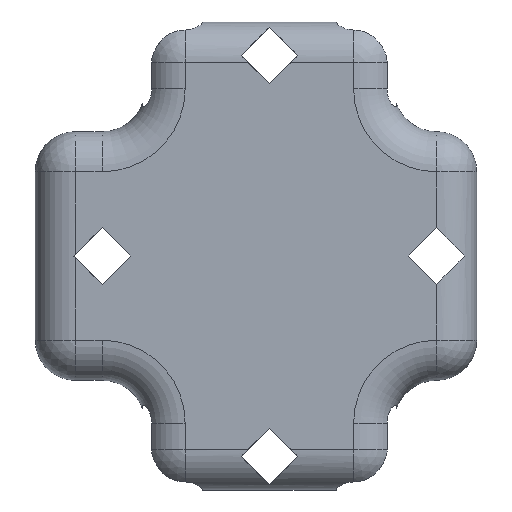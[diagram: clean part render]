
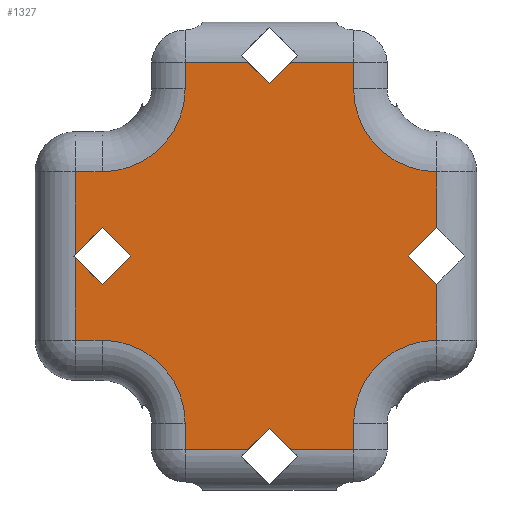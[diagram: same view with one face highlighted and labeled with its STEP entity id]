
A CAD part, front view. The second image highlights one B-rep face of the part: STEP entity #1327.
In plain terms, the highlighted planar face has unit normal (0, -1, 0).
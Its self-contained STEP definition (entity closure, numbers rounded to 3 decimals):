
#59=CIRCLE('',#1375,6.2);
#64=CIRCLE('',#1383,6.2);
#88=CIRCLE('',#1431,6.2);
#95=CIRCLE('',#1453,6.2);
#175=FACE_OUTER_BOUND('',#251,.T.);
#251=EDGE_LOOP('',(#1137,#1138,#1139,#1140,#1141,#1142,#1143,#1144,#1145,
#1146,#1147,#1148,#1149,#1150,#1151,#1152,#1153,#1154,#1155,#1156,#1157,
#1158,#1159,#1160,#1161,#1162,#1163,#1164));
#301=LINE('',#2160,#417);
#304=LINE('',#2187,#420);
#305=LINE('',#2194,#421);
#307=LINE('',#2203,#423);
#308=LINE('',#2212,#424);
#337=LINE('',#2295,#453);
#339=LINE('',#2298,#455);
#340=LINE('',#2307,#456);
#345=LINE('',#2332,#461);
#347=LINE('',#2338,#463);
#349=LINE('',#2341,#465);
#350=LINE('',#2344,#466);
#352=LINE('',#2348,#468);
#353=LINE('',#2357,#469);
#357=LINE('',#2371,#473);
#364=LINE('',#2382,#480);
#369=LINE('',#2391,#485);
#370=LINE('',#2393,#486);
#371=LINE('',#2394,#487);
#372=LINE('',#2395,#488);
#373=LINE('',#2397,#489);
#374=LINE('',#2399,#490);
#375=LINE('',#2401,#491);
#376=LINE('',#2402,#492);
#417=VECTOR('',#1571,10.);
#420=VECTOR('',#1606,10.);
#421=VECTOR('',#1615,10.);
#423=VECTOR('',#1627,10.);
#424=VECTOR('',#1636,10.);
#453=VECTOR('',#1709,10.);
#455=VECTOR('',#1711,10.);
#456=VECTOR('',#1726,10.);
#461=VECTOR('',#1759,10.);
#463=VECTOR('',#1765,10.);
#465=VECTOR('',#1767,10.);
#466=VECTOR('',#1772,10.);
#468=VECTOR('',#1776,10.);
#469=VECTOR('',#1785,10.);
#473=VECTOR('',#1807,10.);
#480=VECTOR('',#1820,10.);
#485=VECTOR('',#1833,10.);
#486=VECTOR('',#1834,10.);
#487=VECTOR('',#1835,10.);
#488=VECTOR('',#1836,10.);
#489=VECTOR('',#1837,10.);
#490=VECTOR('',#1838,10.);
#491=VECTOR('',#1839,10.);
#492=VECTOR('',#1840,10.);
#567=VERTEX_POINT('',#2157);
#568=VERTEX_POINT('',#2159);
#570=VERTEX_POINT('',#2165);
#574=VERTEX_POINT('',#2179);
#575=VERTEX_POINT('',#2181);
#576=VERTEX_POINT('',#2185);
#577=VERTEX_POINT('',#2191);
#578=VERTEX_POINT('',#2193);
#579=VERTEX_POINT('',#2200);
#580=VERTEX_POINT('',#2202);
#584=VERTEX_POINT('',#2210);
#610=VERTEX_POINT('',#2273);
#612=VERTEX_POINT('',#2282);
#616=VERTEX_POINT('',#2293);
#617=VERTEX_POINT('',#2297);
#618=VERTEX_POINT('',#2305);
#620=VERTEX_POINT('',#2313);
#623=VERTEX_POINT('',#2323);
#626=VERTEX_POINT('',#2336);
#627=VERTEX_POINT('',#2340);
#628=VERTEX_POINT('',#2347);
#632=VERTEX_POINT('',#2355);
#633=VERTEX_POINT('',#2370);
#634=VERTEX_POINT('',#2380);
#635=VERTEX_POINT('',#2392);
#636=VERTEX_POINT('',#2396);
#637=VERTEX_POINT('',#2398);
#638=VERTEX_POINT('',#2400);
#702=EDGE_CURVE('',#567,#568,#301,.T.);
#706=EDGE_CURVE('',#570,#567,#59,.T.);
#713=EDGE_CURVE('',#574,#575,#64,.T.);
#716=EDGE_CURVE('',#576,#574,#304,.T.);
#719=EDGE_CURVE('',#577,#578,#305,.T.);
#724=EDGE_CURVE('',#579,#580,#307,.T.);
#729=EDGE_CURVE('',#584,#576,#308,.T.);
#771=EDGE_CURVE('',#616,#612,#337,.T.);
#773=EDGE_CURVE('',#610,#617,#339,.T.);
#778=EDGE_CURVE('',#618,#579,#340,.T.);
#780=EDGE_CURVE('',#612,#618,#88,.T.);
#791=EDGE_CURVE('',#575,#623,#345,.T.);
#794=EDGE_CURVE('',#626,#620,#347,.T.);
#796=EDGE_CURVE('',#623,#627,#349,.T.);
#798=EDGE_CURVE('',#620,#570,#350,.T.);
#800=EDGE_CURVE('',#568,#628,#352,.T.);
#805=EDGE_CURVE('',#632,#577,#353,.T.);
#807=EDGE_CURVE('',#578,#610,#95,.T.);
#811=EDGE_CURVE('',#633,#580,#357,.T.);
#818=EDGE_CURVE('',#632,#634,#364,.T.);
#823=EDGE_CURVE('',#584,#633,#369,.T.);
#824=EDGE_CURVE('',#616,#635,#370,.T.);
#825=EDGE_CURVE('',#635,#617,#371,.T.);
#826=EDGE_CURVE('',#634,#628,#372,.T.);
#827=EDGE_CURVE('',#626,#636,#373,.T.);
#828=EDGE_CURVE('',#636,#637,#374,.T.);
#829=EDGE_CURVE('',#637,#638,#375,.T.);
#830=EDGE_CURVE('',#638,#627,#376,.T.);
#1137=ORIENTED_EDGE('',*,*,#729,.F.);
#1138=ORIENTED_EDGE('',*,*,#823,.T.);
#1139=ORIENTED_EDGE('',*,*,#811,.T.);
#1140=ORIENTED_EDGE('',*,*,#724,.F.);
#1141=ORIENTED_EDGE('',*,*,#778,.F.);
#1142=ORIENTED_EDGE('',*,*,#780,.F.);
#1143=ORIENTED_EDGE('',*,*,#771,.F.);
#1144=ORIENTED_EDGE('',*,*,#824,.T.);
#1145=ORIENTED_EDGE('',*,*,#825,.T.);
#1146=ORIENTED_EDGE('',*,*,#773,.F.);
#1147=ORIENTED_EDGE('',*,*,#807,.F.);
#1148=ORIENTED_EDGE('',*,*,#719,.F.);
#1149=ORIENTED_EDGE('',*,*,#805,.F.);
#1150=ORIENTED_EDGE('',*,*,#818,.T.);
#1151=ORIENTED_EDGE('',*,*,#826,.T.);
#1152=ORIENTED_EDGE('',*,*,#800,.F.);
#1153=ORIENTED_EDGE('',*,*,#702,.F.);
#1154=ORIENTED_EDGE('',*,*,#706,.F.);
#1155=ORIENTED_EDGE('',*,*,#798,.F.);
#1156=ORIENTED_EDGE('',*,*,#794,.F.);
#1157=ORIENTED_EDGE('',*,*,#827,.T.);
#1158=ORIENTED_EDGE('',*,*,#828,.T.);
#1159=ORIENTED_EDGE('',*,*,#829,.T.);
#1160=ORIENTED_EDGE('',*,*,#830,.T.);
#1161=ORIENTED_EDGE('',*,*,#796,.F.);
#1162=ORIENTED_EDGE('',*,*,#791,.F.);
#1163=ORIENTED_EDGE('',*,*,#713,.F.);
#1164=ORIENTED_EDGE('',*,*,#716,.F.);
#1256=PLANE('',#1467);
#1327=ADVANCED_FACE('',(#175),#1256,.T.);
#1375=AXIS2_PLACEMENT_3D('',#2167,#1580,#1581);
#1383=AXIS2_PLACEMENT_3D('',#2182,#1598,#1599);
#1431=AXIS2_PLACEMENT_3D('',#2310,#1731,#1732);
#1453=AXIS2_PLACEMENT_3D('',#2360,#1789,#1790);
#1467=AXIS2_PLACEMENT_3D('',#2390,#1831,#1832);
#1571=DIRECTION('',(0.,0.,1.));
#1580=DIRECTION('center_axis',(0.,-1.,0.));
#1581=DIRECTION('ref_axis',(0.707,0.,-0.707));
#1598=DIRECTION('center_axis',(0.,-1.,0.));
#1599=DIRECTION('ref_axis',(0.707,0.,0.707));
#1606=DIRECTION('',(0.,0.,1.));
#1615=DIRECTION('',(0.,0.,-1.));
#1627=DIRECTION('',(-1.,0.,0.));
#1636=DIRECTION('',(-1.,0.,0.));
#1709=DIRECTION('',(0.,0.,-1.));
#1711=DIRECTION('',(0.,0.,-1.));
#1726=DIRECTION('',(0.,0.,-1.));
#1731=DIRECTION('center_axis',(0.,-1.,0.));
#1732=DIRECTION('ref_axis',(-0.707,0.,0.707));
#1759=DIRECTION('',(-1.,0.,0.));
#1765=DIRECTION('',(0.,0.,1.));
#1767=DIRECTION('',(0.,0.,1.));
#1772=DIRECTION('',(1.,0.,0.));
#1776=DIRECTION('',(1.,0.,0.));
#1785=DIRECTION('',(1.,0.,0.));
#1789=DIRECTION('center_axis',(0.,-1.,0.));
#1790=DIRECTION('ref_axis',(-0.707,0.,-0.707));
#1807=DIRECTION('',(0.707,0.,-0.707));
#1820=DIRECTION('',(-0.707,0.,-0.707));
#1831=DIRECTION('center_axis',(0.,-1.,0.));
#1832=DIRECTION('ref_axis',(0.,0.,-1.));
#1833=DIRECTION('',(0.707,0.,0.707));
#1834=DIRECTION('',(-0.707,0.,0.707));
#1835=DIRECTION('',(0.707,0.,0.707));
#1836=DIRECTION('',(-0.707,0.,0.707));
#1837=DIRECTION('',(0.707,0.,0.707));
#1838=DIRECTION('',(0.707,0.,-0.707));
#1839=DIRECTION('',(-0.707,0.,-0.707));
#1840=DIRECTION('',(-0.707,0.,0.707));
#2157=CARTESIAN_POINT('',(-47.7,-29.2,-40.3));
#2159=CARTESIAN_POINT('',(-47.7,-29.2,-38.3));
#2160=CARTESIAN_POINT('',(-47.7,-29.2,-44.05));
#2165=CARTESIAN_POINT('',(-53.9,-29.2,-46.5));
#2167=CARTESIAN_POINT('Origin',(-53.9,-29.2,-40.3));
#2179=CARTESIAN_POINT('',(-47.7,-29.2,-65.3));
#2181=CARTESIAN_POINT('',(-53.9,-29.2,-59.1));
#2182=CARTESIAN_POINT('Origin',(-53.9,-29.2,-65.3));
#2185=CARTESIAN_POINT('',(-47.7,-29.2,-67.3));
#2187=CARTESIAN_POINT('',(-47.7,-29.2,-59.05));
#2191=CARTESIAN_POINT('',(-35.1,-29.2,-38.3));
#2193=CARTESIAN_POINT('',(-35.1,-29.2,-40.3));
#2194=CARTESIAN_POINT('',(-35.1,-29.2,-46.55));
#2200=CARTESIAN_POINT('',(-35.1,-29.2,-67.3));
#2202=CARTESIAN_POINT('',(-39.779,-29.2,-67.3));
#2203=CARTESIAN_POINT('',(-46.55,-29.2,-67.3));
#2210=CARTESIAN_POINT('',(-43.021,-29.2,-67.3));
#2212=CARTESIAN_POINT('',(-46.55,-29.2,-67.3));
#2273=CARTESIAN_POINT('',(-28.9,-29.2,-46.5));
#2282=CARTESIAN_POINT('',(-28.9,-29.2,-59.1));
#2293=CARTESIAN_POINT('',(-28.9,-29.2,-54.921));
#2295=CARTESIAN_POINT('',(-28.9,-29.2,-57.45));
#2297=CARTESIAN_POINT('',(-28.9,-29.2,-50.679));
#2298=CARTESIAN_POINT('',(-28.9,-29.2,-57.45));
#2305=CARTESIAN_POINT('',(-35.1,-29.2,-65.3));
#2307=CARTESIAN_POINT('',(-35.1,-29.2,-61.55));
#2310=CARTESIAN_POINT('Origin',(-28.9,-29.2,-65.3));
#2313=CARTESIAN_POINT('',(-55.9,-29.2,-46.5));
#2323=CARTESIAN_POINT('',(-55.9,-29.2,-59.1));
#2332=CARTESIAN_POINT('',(-50.65,-29.2,-59.1));
#2336=CARTESIAN_POINT('',(-55.9,-29.2,-52.679));
#2338=CARTESIAN_POINT('',(-55.9,-29.2,-48.15));
#2340=CARTESIAN_POINT('',(-55.9,-29.2,-52.921));
#2341=CARTESIAN_POINT('',(-55.9,-29.2,-48.15));
#2344=CARTESIAN_POINT('',(-48.15,-29.2,-46.5));
#2347=CARTESIAN_POINT('',(-43.021,-29.2,-38.3));
#2348=CARTESIAN_POINT('',(-37.25,-29.2,-38.3));
#2355=CARTESIAN_POINT('',(-39.779,-29.2,-38.3));
#2357=CARTESIAN_POINT('',(-37.25,-29.2,-38.3));
#2360=CARTESIAN_POINT('Origin',(-28.9,-29.2,-40.3));
#2370=CARTESIAN_POINT('',(-41.4,-29.2,-65.679));
#2371=CARTESIAN_POINT('',(-44.87,-29.2,-62.209));
#2380=CARTESIAN_POINT('',(-41.4,-29.2,-39.921));
#2382=CARTESIAN_POINT('',(-43.809,-29.2,-42.33));
#2390=CARTESIAN_POINT('Origin',(-42.4,-29.2,-52.8));
#2391=CARTESIAN_POINT('',(-39.491,-29.2,-63.77));
#2392=CARTESIAN_POINT('',(-31.021,-29.2,-52.8));
#2393=CARTESIAN_POINT('',(-32.805,-29.2,-51.016));
#2394=CARTESIAN_POINT('',(-33.866,-29.2,-55.645));
#2395=CARTESIAN_POINT('',(-38.43,-29.2,-42.891));
#2396=CARTESIAN_POINT('',(-53.9,-29.2,-50.679));
#2397=CARTESIAN_POINT('',(-52.616,-29.2,-49.395));
#2398=CARTESIAN_POINT('',(-51.779,-29.2,-52.8));
#2399=CARTESIAN_POINT('',(-50.495,-29.2,-54.084));
#2400=CARTESIAN_POINT('',(-53.9,-29.2,-54.921));
#2401=CARTESIAN_POINT('',(-49.434,-29.2,-50.455));
#2402=CARTESIAN_POINT('',(-51.555,-29.2,-57.266));
